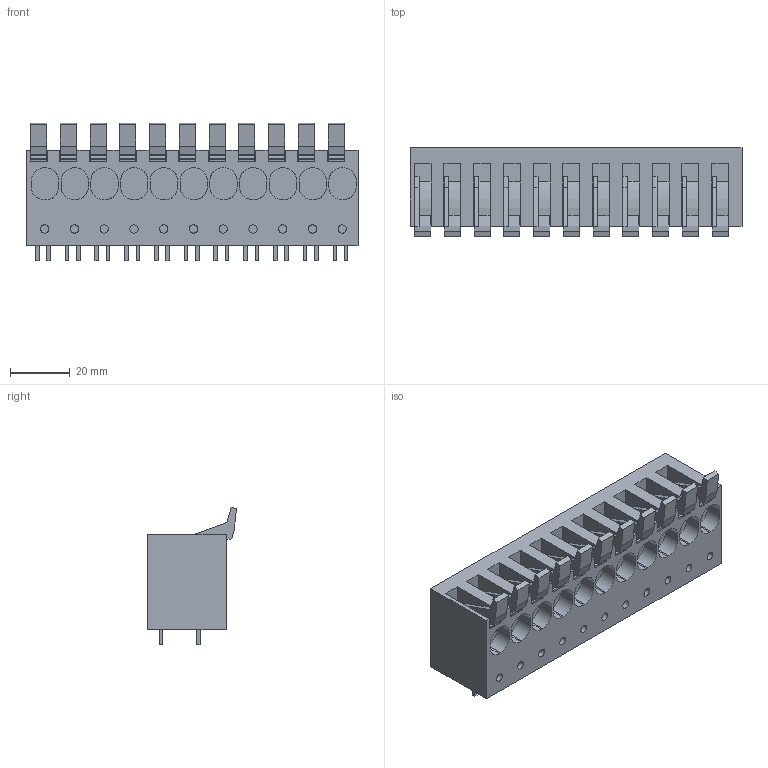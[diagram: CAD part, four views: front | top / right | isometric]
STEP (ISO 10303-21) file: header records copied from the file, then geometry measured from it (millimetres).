
FILE_DESCRIPTION(('CATIA V5 STEP Exchange','CAx-IF Rec.Pracs.--- Model Styling and Organization---1.2---2011-12-15'),'2;1');
FILE_NAME ('D1462409_0', '2018-04-17T10:27:19+00:00', ('none'), ('Weidmueller'), 'CATIA Version 5-6 Release 2014', 'CATIA V5 STEP AP214', 'none');
FILE_SCHEMA(('AUTOMOTIVE_DESIGN { 1 0 10303 214 1 1 1 1 }'));
Length unit declared in the file: millimetre
Products named in the file (1): 2453780000
Bounding box: 111.58 x 29.9 x 46.24 mm (x, y, z)
Volume: 81383.5 mm3; surface area: 27868.7 mm2
Topology: 23 solids, 23 shells, 667 faces, 1904 edges, 1316 vertices
Faces by surface type: plane 512, cylinder 155
Entity records: 22696 total; most frequent: CARTESIAN_POINT 5655, ORIENTED_EDGE 3808, DIRECTION 2688, EDGE_CURVE 1904, VECTOR 1555, LINE 1555, VERTEX_POINT 1316, EDGE_LOOP 700
